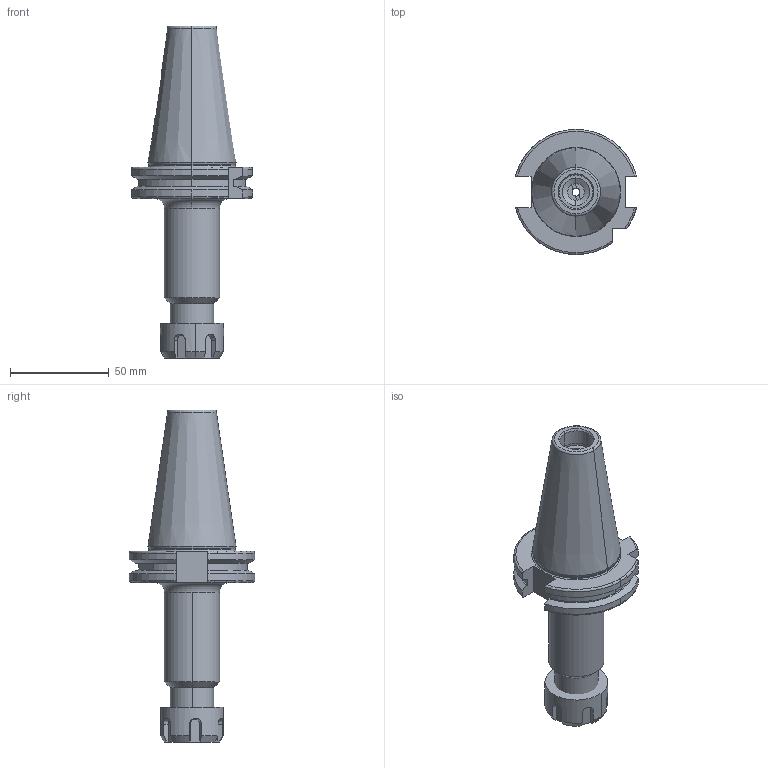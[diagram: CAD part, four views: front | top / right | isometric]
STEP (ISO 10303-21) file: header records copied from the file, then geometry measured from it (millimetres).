
FILE_DESCRIPTION (( 'STEP AP203' ), '1' );
FILE_NAME ('91406-ER116100.STEP', '2016-03-23T11:35:34', ( '' ), ( '' ), 'SwSTEP 2.0', 'SolidWorks 2009', '' );
FILE_SCHEMA (( 'CONFIG_CONTROL_DESIGN' ));
Length unit declared in the file: millimetre
Products named in the file (4): FTNUTER16 DIN 6499; FTSCW71620; SK40CCHER16100WW; 91406-ER116100
Assembly tree (3 placements, depth 2):
  91406-ER116100
    SK40CCHER16100WW
    FTSCW71620
    FTNUTER16 DIN 6499
Bounding box: 61.48 x 63.55 x 168.4 mm (x, y, z)
Volume: 144181.1 mm3; surface area: 33642.9 mm2
Topology: 3 solids, 3 shells, 179 faces, 458 edges, 294 vertices
Faces by surface type: plane 67, cylinder 49, cone 45, torus 18
Entity records: 6190 total; most frequent: CARTESIAN_POINT 1337, DIRECTION 982, ORIENTED_EDGE 916, EDGE_CURVE 458, AXIS2_PLACEMENT_3D 389, VERTEX_POINT 294, CIRCLE 204, VECTOR 204
